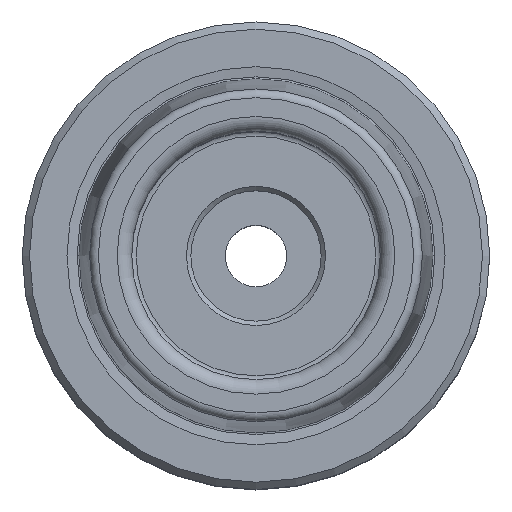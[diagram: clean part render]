
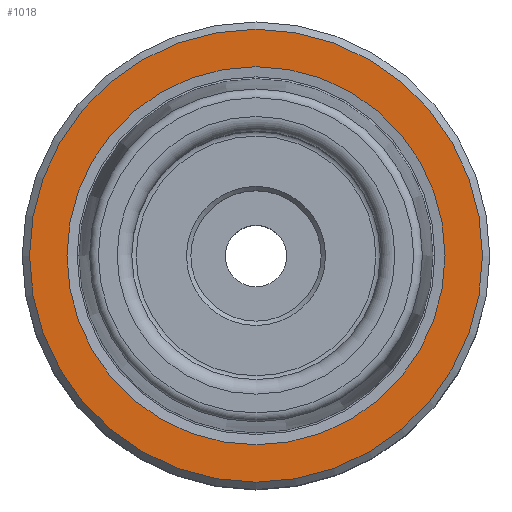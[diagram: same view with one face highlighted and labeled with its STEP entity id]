
A CAD part, top view. The second image highlights one B-rep face of the part: STEP entity #1018.
In plain terms, the highlighted planar face has unit normal (0, 0, 1).
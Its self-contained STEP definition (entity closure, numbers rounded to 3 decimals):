
#118=ORIENTED_EDGE('',*,*,#210,.T.);
#119=ORIENTED_EDGE('',*,*,#209,.F.);
#209=EDGE_CURVE('',#266,#266,#323,.T.);
#210=EDGE_CURVE('',#267,#267,#324,.T.);
#266=VERTEX_POINT('',#1484);
#267=VERTEX_POINT('',#1487);
#323=CIRCLE('',#1109,12.94);
#324=CIRCLE('',#1111,15.5);
#403=EDGE_LOOP('',(#118));
#404=EDGE_LOOP('',(#119));
#517=FACE_BOUND('',#403,.T.);
#518=FACE_BOUND('',#404,.T.);
#585=PLANE('',#1110);
#1018=ADVANCED_FACE('',(#517,#518),#585,.T.);
#1109=AXIS2_PLACEMENT_3D('',#1483,#1280,#1281);
#1110=AXIS2_PLACEMENT_3D('',#1485,#1282,#1283);
#1111=AXIS2_PLACEMENT_3D('',#1486,#1284,#1285);
#1280=DIRECTION('',(0.,0.,1.));
#1281=DIRECTION('',(1.,0.,0.));
#1282=DIRECTION('',(0.,0.,1.));
#1283=DIRECTION('',(1.,0.,0.));
#1284=DIRECTION('',(0.,0.,1.));
#1285=DIRECTION('',(1.,0.,0.));
#1483=CARTESIAN_POINT('',(0.,0.,0.));
#1484=CARTESIAN_POINT('',(12.94,0.,0.));
#1485=CARTESIAN_POINT('',(12.94,0.,0.));
#1486=CARTESIAN_POINT('',(0.,0.,0.));
#1487=CARTESIAN_POINT('',(15.5,0.,0.));
